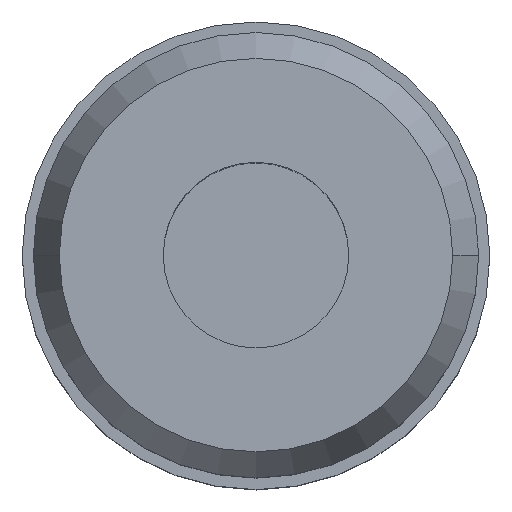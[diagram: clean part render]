
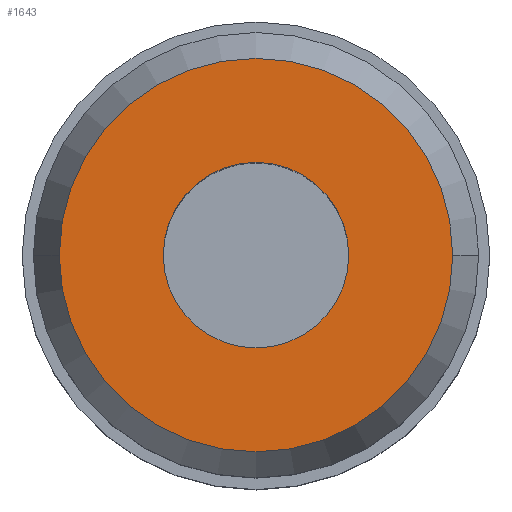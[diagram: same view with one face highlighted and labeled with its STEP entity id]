
A CAD part, top view. The second image highlights one B-rep face of the part: STEP entity #1643.
In plain terms, the highlighted planar face has unit normal (0, 0, 1).
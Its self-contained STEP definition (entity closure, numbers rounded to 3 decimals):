
#26 = VERTEX_POINT ( 'NONE', #1488 ) ;
#115 = CIRCLE ( 'NONE', #1146, 26.5 ) ;
#134 = DIRECTION ( 'NONE',  ( 0., 0., -1. ) ) ;
#145 = DIRECTION ( 'NONE',  ( 0., 0., -1. ) ) ;
#147 = FACE_BOUND ( 'NONE', #1122, .T. ) ;
#190 = DIRECTION ( 'NONE',  ( -1., 0., 0. ) ) ;
#210 = AXIS2_PLACEMENT_3D ( 'NONE', #880, #633, #1677 ) ;
#217 = ORIENTED_EDGE ( 'NONE', *, *, #1191, .T. ) ;
#234 = CARTESIAN_POINT ( 'NONE',  ( -12.5, 0., 80. ) ) ;
#257 = DIRECTION ( 'NONE',  ( -1., 0., 0. ) ) ;
#340 = ORIENTED_EDGE ( 'NONE', *, *, #1182, .F. ) ;
#386 = DIRECTION ( 'NONE',  ( 1., 0., 0. ) ) ;
#402 = CIRCLE ( 'NONE', #925, 26.5 ) ;
#540 = CARTESIAN_POINT ( 'NONE',  ( 0., 0., 80. ) ) ;
#582 = DIRECTION ( 'NONE',  ( 0., 0., -1. ) ) ;
#590 = FACE_OUTER_BOUND ( 'NONE', #1661, .T. ) ;
#623 = CARTESIAN_POINT ( 'NONE',  ( 0., 0., 80. ) ) ;
#633 = DIRECTION ( 'NONE',  ( 0., 0., -1. ) ) ;
#652 = EDGE_CURVE ( 'NONE', #1363, #885, #1278, .T. ) ;
#728 = EDGE_CURVE ( 'NONE', #26, #1315, #402, .T. ) ;
#803 = CARTESIAN_POINT ( 'NONE',  ( 0., 0., 80. ) ) ;
#880 = CARTESIAN_POINT ( 'NONE',  ( 0., 0., 80. ) ) ;
#885 = VERTEX_POINT ( 'NONE', #922 ) ;
#900 = ORIENTED_EDGE ( 'NONE', *, *, #652, .T. ) ;
#915 = CARTESIAN_POINT ( 'NONE',  ( 0., 26.5, 80. ) ) ;
#922 = CARTESIAN_POINT ( 'NONE',  ( 12.5, 0., 80. ) ) ;
#925 = AXIS2_PLACEMENT_3D ( 'NONE', #623, #582, #190 ) ;
#1040 = CARTESIAN_POINT ( 'NONE',  ( 26.5, 0., 80. ) ) ;
#1122 = EDGE_LOOP ( 'NONE', ( #900, #217 ) ) ;
#1125 = CIRCLE ( 'NONE', #1233, 12.5 ) ;
#1146 = AXIS2_PLACEMENT_3D ( 'NONE', #540, #145, #1626 ) ;
#1182 = EDGE_CURVE ( 'NONE', #1315, #26, #115, .T. ) ;
#1191 = EDGE_CURVE ( 'NONE', #885, #1363, #1125, .T. ) ;
#1233 = AXIS2_PLACEMENT_3D ( 'NONE', #803, #134, #257 ) ;
#1260 = AXIS2_PLACEMENT_3D ( 'NONE', #915, #1324, #386 ) ;
#1278 = CIRCLE ( 'NONE', #210, 12.5 ) ;
#1315 = VERTEX_POINT ( 'NONE', #1040 ) ;
#1324 = DIRECTION ( 'NONE',  ( 0., 0., 1. ) ) ;
#1363 = VERTEX_POINT ( 'NONE', #234 ) ;
#1453 = PLANE ( 'NONE',  #1260 ) ;
#1482 = ORIENTED_EDGE ( 'NONE', *, *, #728, .F. ) ;
#1488 = CARTESIAN_POINT ( 'NONE',  ( -26.5, 0., 80. ) ) ;
#1626 = DIRECTION ( 'NONE',  ( -1., 0., 0. ) ) ;
#1643 = ADVANCED_FACE ( 'NONE', ( #147, #590 ), #1453, .T. ) ;
#1661 = EDGE_LOOP ( 'NONE', ( #1482, #340 ) ) ;
#1677 = DIRECTION ( 'NONE',  ( -1., 0., 0. ) ) ;
